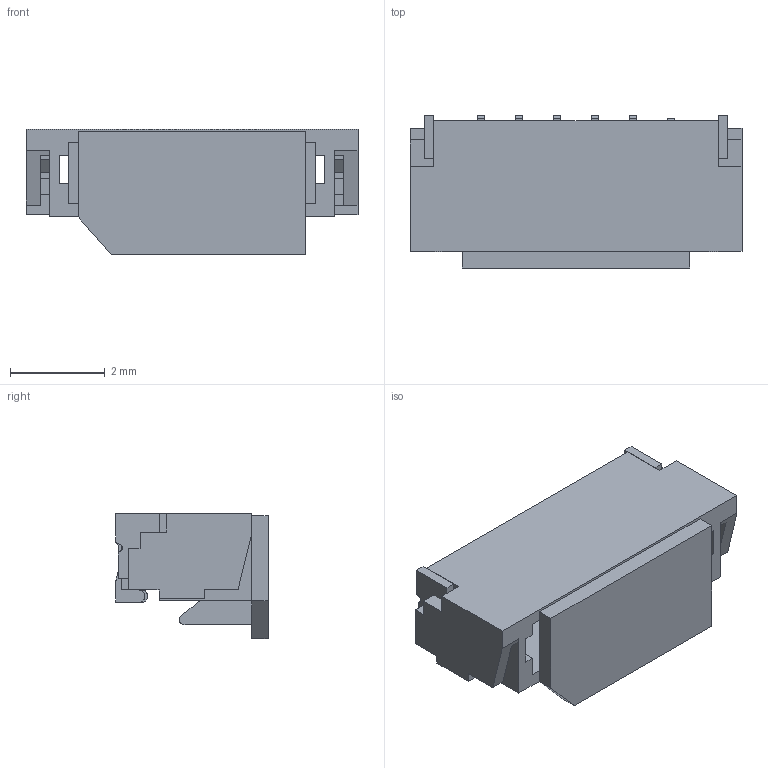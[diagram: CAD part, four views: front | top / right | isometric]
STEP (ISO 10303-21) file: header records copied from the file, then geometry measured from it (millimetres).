
FILE_DESCRIPTION(/* description */ ('Unknown'),/* implementation_level */ '2;1');
FILE_NAME(/* name */ '689306124022',/* time_stamp */ '2024-07-30T15:18:16+02:00',/* author */ ('Unknown'),/* organization */ ('Unknown'),/* preprocessor_version */ 'ST-DEVELOPER v19.4',/* originating_system */ 'Solid Edge',/* authorisation */ 'Unknown');
FILE_SCHEMA (('AUTOMOTIVE_DESIGN {1 0 10303 214 3 1 1}'));
Length unit declared in the file: millimetre
Products named in the file (5): 6893xx124022; 689306124022; 6893xx124022_Pin; 6893xx124022_Pin 2; 6893xx124022_Cap
Assembly tree (10 placements, depth 2):
  6893xx124022
    689306124022
    6893xx124022_Pin  x6
    6893xx124022_Pin 2  x2
    6893xx124022_Cap
Bounding box: 7 x 3.21 x 2.65 mm (x, y, z)
Volume: 27.8 mm3; surface area: 194.7 mm2
Topology: 10 solids, 10 shells, 364 faces, 1088 edges, 724 vertices
Faces by surface type: plane 282, cylinder 82
Entity records: 6464 total; most frequent: ORIENTED_EDGE 1144, CARTESIAN_POINT 1143, DIRECTION 994, EDGE_CURVE 572, LINE 532, VECTOR 532, VERTEX_POINT 380, AXIS2_PLACEMENT_3D 231
